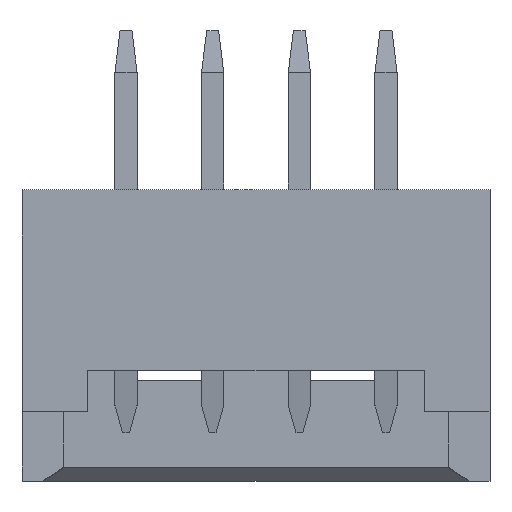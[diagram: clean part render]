
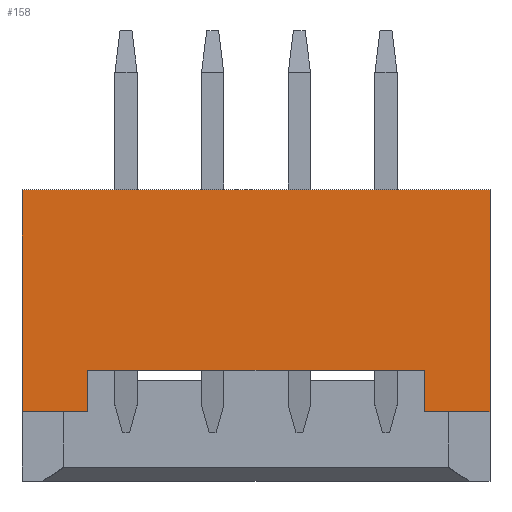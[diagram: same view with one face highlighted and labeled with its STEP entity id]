
A CAD part, top view. The second image highlights one B-rep face of the part: STEP entity #158.
In plain terms, the highlighted planar face has unit normal (0, 0, 1).
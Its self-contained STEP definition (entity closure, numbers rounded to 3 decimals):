
#42=FACE_OUTER_BOUND('',#416,.T.);
#158=ADVANCED_FACE('',(#42),#276,.T.);
#276=PLANE('',#2233);
#416=EDGE_LOOP('',(#582,#583,#584,#585,#586,#587,#588,#589));
#582=ORIENTED_EDGE('',*,*,#1380,.T.);
#583=ORIENTED_EDGE('',*,*,#1381,.T.);
#584=ORIENTED_EDGE('',*,*,#1382,.T.);
#585=ORIENTED_EDGE('',*,*,#1383,.T.);
#586=ORIENTED_EDGE('',*,*,#1384,.T.);
#587=ORIENTED_EDGE('',*,*,#1385,.T.);
#588=ORIENTED_EDGE('',*,*,#1386,.T.);
#589=ORIENTED_EDGE('',*,*,#1387,.T.);
#1186=VERTEX_POINT('',#2993);
#1187=VERTEX_POINT('',#2994);
#1188=VERTEX_POINT('',#2996);
#1189=VERTEX_POINT('',#2998);
#1190=VERTEX_POINT('',#3000);
#1191=VERTEX_POINT('',#3002);
#1192=VERTEX_POINT('',#3004);
#1193=VERTEX_POINT('',#3006);
#1380=EDGE_CURVE('',#1186,#1187,#1678,.T.);
#1381=EDGE_CURVE('',#1187,#1188,#1679,.T.);
#1382=EDGE_CURVE('',#1188,#1189,#1680,.T.);
#1383=EDGE_CURVE('',#1189,#1190,#1681,.T.);
#1384=EDGE_CURVE('',#1190,#1191,#1682,.T.);
#1385=EDGE_CURVE('',#1191,#1192,#1683,.T.);
#1386=EDGE_CURVE('',#1192,#1193,#1684,.T.);
#1387=EDGE_CURVE('',#1193,#1186,#1685,.T.);
#1678=LINE('',#2992,#1972);
#1679=LINE('',#2995,#1973);
#1680=LINE('',#2997,#1974);
#1681=LINE('',#2999,#1975);
#1682=LINE('',#3001,#1976);
#1683=LINE('',#3003,#1977);
#1684=LINE('',#3005,#1978);
#1685=LINE('',#3007,#1979);
#1972=VECTOR('',#2407,1.);
#1973=VECTOR('',#2408,1.);
#1974=VECTOR('',#2409,1.);
#1975=VECTOR('',#2410,1.);
#1976=VECTOR('',#2411,1.);
#1977=VECTOR('',#2412,1.);
#1978=VECTOR('',#2413,1.);
#1979=VECTOR('',#2414,1.);
#2233=AXIS2_PLACEMENT_3D('',#3008,#2415,#2416);
#2407=DIRECTION('',(0.,-1.,0.));
#2408=DIRECTION('',(1.,0.,0.));
#2409=DIRECTION('',(0.,1.,0.));
#2410=DIRECTION('',(1.,0.,0.));
#2411=DIRECTION('',(0.,-1.,0.));
#2412=DIRECTION('',(1.,0.,0.));
#2413=DIRECTION('',(0.,1.,0.));
#2414=DIRECTION('',(-1.,0.,0.));
#2415=DIRECTION('',(0.,0.,1.));
#2416=DIRECTION('',(1.,0.,0.));
#2992=CARTESIAN_POINT('',(-3.375,5.2,3.2));
#2993=CARTESIAN_POINT('',(-3.375,5.2,3.2));
#2994=CARTESIAN_POINT('',(-3.375,2.,3.2));
#2995=CARTESIAN_POINT('',(-3.375,2.,3.2));
#2996=CARTESIAN_POINT('',(-2.425,2.,3.2));
#2997=CARTESIAN_POINT('',(-2.425,2.,3.2));
#2998=CARTESIAN_POINT('',(-2.425,2.6,3.2));
#2999=CARTESIAN_POINT('',(-2.425,2.6,3.2));
#3000=CARTESIAN_POINT('',(2.425,2.6,3.2));
#3001=CARTESIAN_POINT('',(2.425,2.6,3.2));
#3002=CARTESIAN_POINT('',(2.425,2.,3.2));
#3003=CARTESIAN_POINT('',(2.425,2.,3.2));
#3004=CARTESIAN_POINT('',(3.375,2.,3.2));
#3005=CARTESIAN_POINT('',(3.375,1.,3.2));
#3006=CARTESIAN_POINT('',(3.375,5.2,3.2));
#3007=CARTESIAN_POINT('',(3.375,5.2,3.2));
#3008=CARTESIAN_POINT('',(0.,0.,3.2));
